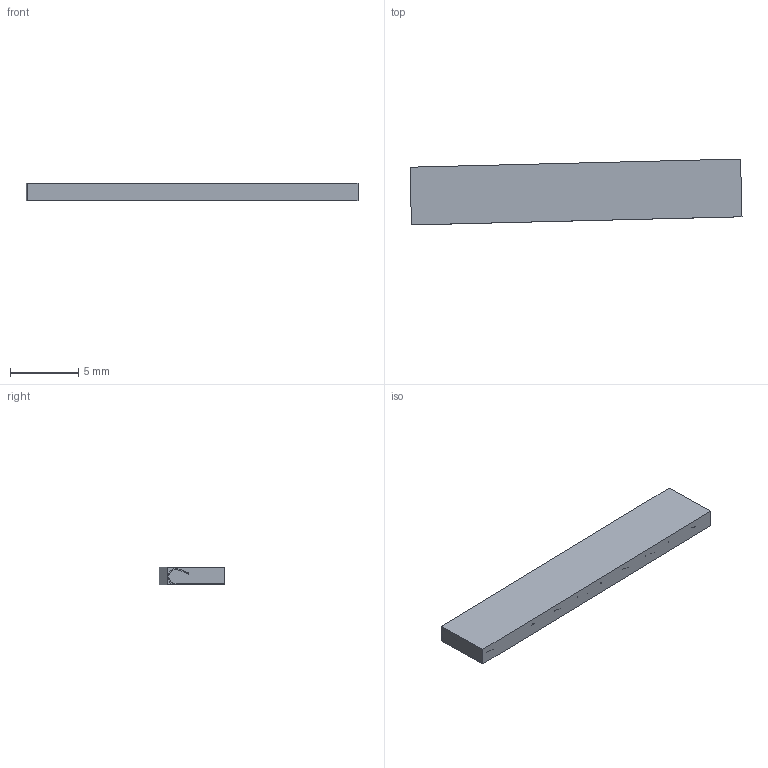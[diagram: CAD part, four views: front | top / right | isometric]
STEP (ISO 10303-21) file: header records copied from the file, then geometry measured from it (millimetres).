
FILE_DESCRIPTION(/* description */ ('Unknown'),/* implementation_level */ '2;1');
FILE_NAME(/* name */ '3851270_maxSized',/* time_stamp */ '2019-12-09T16:48:50+08:00',/* author */ ('Unknown'),/* organization */ ('Unknown'),/* preprocessor_version */ 'ST-DEVELOPER v16.7',/* originating_system */ 'DEX',/* authorisation */ $);
FILE_SCHEMA (('AUTOMOTIVE_DESIGN {1 0 10303 214 3 1 1}'));
Length unit declared in the file: millimetre
Products named in the file (3): 3851270_maxSized; maxSized; 3851270_24,10mm
Assembly tree (2 placements, depth 2):
  3851270_maxSized
    maxSized
    3851270_24,10mm
Bounding box: 24.3 x 4.83 x 1.3 mm (x, y, z)
Volume: 149.3 mm3; surface area: 693.3 mm2
Topology: 2 solids, 2 shells, 201 faces, 483 edges, 286 vertices
Faces by surface type: plane 118, cylinder 63, bspline 20
Entity records: 6053 total; most frequent: CARTESIAN_POINT 1417, ORIENTED_EDGE 966, DIRECTION 909, EDGE_CURVE 483, LINE 329, VECTOR 329, AXIS2_PLACEMENT_3D 290, VERTEX_POINT 286
